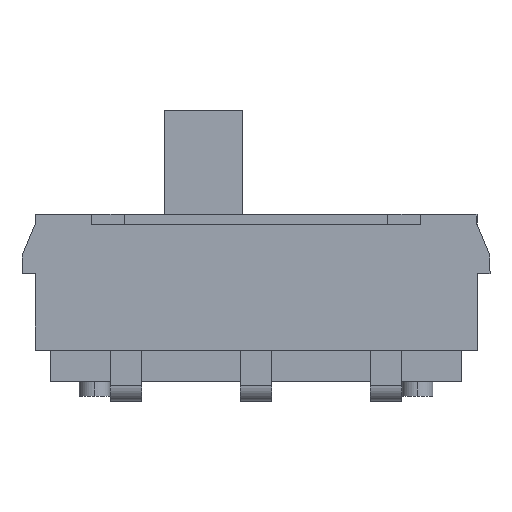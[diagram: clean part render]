
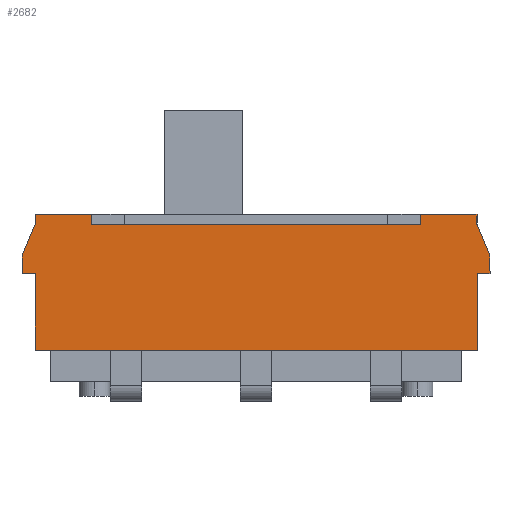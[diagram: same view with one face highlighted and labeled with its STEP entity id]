
A CAD part, top view. The second image highlights one B-rep face of the part: STEP entity #2682.
In plain terms, the highlighted planar face has unit normal (0, 0, 1).
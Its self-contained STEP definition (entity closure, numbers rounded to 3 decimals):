
#10 = DIRECTION ( 'NONE',  ( 1., 0., 0. ) ) ;
#116 = DIRECTION ( 'NONE',  ( 1., 0., 0. ) ) ;
#130 = DIRECTION ( 'NONE',  ( 0., 1., 0. ) ) ;
#146 = EDGE_CURVE ( 'NONE', #3956, #1794, #6148, .T. ) ;
#165 = EDGE_CURVE ( 'NONE', #1043, #3956, #4094, .T. ) ;
#173 = CARTESIAN_POINT ( 'NONE',  ( -3.17, 1.407, 1.8 ) ) ;
#178 = CARTESIAN_POINT ( 'NONE',  ( -4.5, 0.471, 1.8 ) ) ;
#250 = LINE ( 'NONE', #3099, #3473 ) ;
#283 = ORIENTED_EDGE ( 'NONE', *, *, #3304, .T. ) ;
#285 = VERTEX_POINT ( 'NONE', #429 ) ;
#302 = ORIENTED_EDGE ( 'NONE', *, *, #165, .T. ) ;
#429 = CARTESIAN_POINT ( 'NONE',  ( -4.25, 0.471, 1.8 ) ) ;
#560 = VERTEX_POINT ( 'NONE', #3444 ) ;
#581 = CARTESIAN_POINT ( 'NONE',  ( -4.25, 1.61, 1.8 ) ) ;
#586 = LINE ( 'NONE', #6000, #2936 ) ;
#603 = DIRECTION ( 'NONE',  ( 0., 1., 0. ) ) ;
#649 = LINE ( 'NONE', #6211, #2358 ) ;
#670 = CARTESIAN_POINT ( 'NONE',  ( -4.25, 1.61, 1.8 ) ) ;
#681 = AXIS2_PLACEMENT_3D ( 'NONE', #6003, #2510, #10 ) ;
#698 = VERTEX_POINT ( 'NONE', #3083 ) ;
#726 = EDGE_CURVE ( 'NONE', #6167, #560, #2118, .T. ) ;
#746 = EDGE_CURVE ( 'NONE', #1794, #5476, #6157, .T. ) ;
#769 = ORIENTED_EDGE ( 'NONE', *, *, #1181, .F. ) ;
#790 = VERTEX_POINT ( 'NONE', #3171 ) ;
#811 = VECTOR ( 'NONE', #603, 1000. ) ;
#866 = LINE ( 'NONE', #4016, #3131 ) ;
#922 = CARTESIAN_POINT ( 'NONE',  ( -4.25, -1.006, 1.8 ) ) ;
#963 = DIRECTION ( 'NONE',  ( -1., 0., 0. ) ) ;
#1043 = VERTEX_POINT ( 'NONE', #4426 ) ;
#1103 = CARTESIAN_POINT ( 'NONE',  ( -3.17, 1.407, 1.8 ) ) ;
#1106 = ORIENTED_EDGE ( 'NONE', *, *, #5582, .T. ) ;
#1111 = CARTESIAN_POINT ( 'NONE',  ( -4.25, 1.407, 1.8 ) ) ;
#1125 = ORIENTED_EDGE ( 'NONE', *, *, #3569, .T. ) ;
#1160 = EDGE_CURVE ( 'NONE', #2528, #1043, #1573, .T. ) ;
#1181 = EDGE_CURVE ( 'NONE', #2528, #3530, #649, .T. ) ;
#1320 = ORIENTED_EDGE ( 'NONE', *, *, #1796, .T. ) ;
#1395 = ORIENTED_EDGE ( 'NONE', *, *, #3330, .T. ) ;
#1504 = CARTESIAN_POINT ( 'NONE',  ( 4.5, 0.471, 1.8 ) ) ;
#1508 = LINE ( 'NONE', #1504, #4900 ) ;
#1573 = LINE ( 'NONE', #1103, #5596 ) ;
#1646 = LINE ( 'NONE', #2043, #4637 ) ;
#1778 = EDGE_LOOP ( 'NONE', ( #1106, #5440, #1125, #3488, #4457, #283, #1395, #6213, #2839, #769, #6052, #302, #2975, #3168, #1850, #1320 ) ) ;
#1794 = VERTEX_POINT ( 'NONE', #1111 ) ;
#1796 = EDGE_CURVE ( 'NONE', #1996, #285, #5710, .T. ) ;
#1850 = ORIENTED_EDGE ( 'NONE', *, *, #2709, .T. ) ;
#1996 = VERTEX_POINT ( 'NONE', #178 ) ;
#2043 = CARTESIAN_POINT ( 'NONE',  ( -4.5, 0.807, 1.8 ) ) ;
#2078 = CARTESIAN_POINT ( 'NONE',  ( -4.25, 1.407, 1.8 ) ) ;
#2115 = DIRECTION ( 'NONE',  ( 0., 1., 0. ) ) ;
#2118 = LINE ( 'NONE', #5591, #811 ) ;
#2128 = CARTESIAN_POINT ( 'NONE',  ( 4.25, 0.471, 1.8 ) ) ;
#2219 = VERTEX_POINT ( 'NONE', #922 ) ;
#2339 = EDGE_CURVE ( 'NONE', #3530, #6448, #250, .T. ) ;
#2358 = VECTOR ( 'NONE', #3162, 1000. ) ;
#2373 = LINE ( 'NONE', #3769, #2854 ) ;
#2395 = VECTOR ( 'NONE', #3088, 1000. ) ;
#2497 = DIRECTION ( 'NONE',  ( 0., 1., 0. ) ) ;
#2510 = DIRECTION ( 'NONE',  ( 0., 0., 1. ) ) ;
#2528 = VERTEX_POINT ( 'NONE', #173 ) ;
#2585 = CARTESIAN_POINT ( 'NONE',  ( 4.5, 0.471, 1.8 ) ) ;
#2591 = CARTESIAN_POINT ( 'NONE',  ( -4.25, 1.61, 1.8 ) ) ;
#2682 = ADVANCED_FACE ( 'NONE', ( #4876 ), #6488, .T. ) ;
#2709 = EDGE_CURVE ( 'NONE', #5476, #1996, #1646, .T. ) ;
#2839 = ORIENTED_EDGE ( 'NONE', *, *, #2339, .F. ) ;
#2854 = VECTOR ( 'NONE', #3255, 1000. ) ;
#2936 = VECTOR ( 'NONE', #963, 1000. ) ;
#2975 = ORIENTED_EDGE ( 'NONE', *, *, #146, .T. ) ;
#3043 = CARTESIAN_POINT ( 'NONE',  ( -4.5, 0.807, 1.8 ) ) ;
#3083 = CARTESIAN_POINT ( 'NONE',  ( 4.25, 1.407, 1.8 ) ) ;
#3088 = DIRECTION ( 'NONE',  ( 0., -1., 0. ) ) ;
#3099 = CARTESIAN_POINT ( 'NONE',  ( 3.17, 1.407, 1.8 ) ) ;
#3122 = DIRECTION ( 'NONE',  ( 1., 0., 0. ) ) ;
#3131 = VECTOR ( 'NONE', #6497, 1000. ) ;
#3162 = DIRECTION ( 'NONE',  ( 1., 0., 0. ) ) ;
#3168 = ORIENTED_EDGE ( 'NONE', *, *, #746, .T. ) ;
#3171 = CARTESIAN_POINT ( 'NONE',  ( 4.25, 1.61, 1.8 ) ) ;
#3255 = DIRECTION ( 'NONE',  ( -1., 0., 0. ) ) ;
#3285 = DIRECTION ( 'NONE',  ( 0., 1., 0. ) ) ;
#3304 = EDGE_CURVE ( 'NONE', #560, #698, #866, .T. ) ;
#3330 = EDGE_CURVE ( 'NONE', #698, #790, #5488, .T. ) ;
#3444 = CARTESIAN_POINT ( 'NONE',  ( 4.5, 0.807, 1.8 ) ) ;
#3473 = VECTOR ( 'NONE', #130, 1000. ) ;
#3488 = ORIENTED_EDGE ( 'NONE', *, *, #6170, .T. ) ;
#3519 = LINE ( 'NONE', #3779, #5079 ) ;
#3530 = VERTEX_POINT ( 'NONE', #4760 ) ;
#3569 = EDGE_CURVE ( 'NONE', #5246, #5654, #3519, .T. ) ;
#3671 = CARTESIAN_POINT ( 'NONE',  ( -4.5, 0.471, 1.8 ) ) ;
#3730 = DIRECTION ( 'NONE',  ( 0., -1., 0. ) ) ;
#3769 = CARTESIAN_POINT ( 'NONE',  ( -4.25, 1.61, 1.8 ) ) ;
#3779 = CARTESIAN_POINT ( 'NONE',  ( 4.25, 1.61, 1.8 ) ) ;
#3935 = EDGE_CURVE ( 'NONE', #5246, #2219, #586, .T. ) ;
#3956 = VERTEX_POINT ( 'NONE', #5484 ) ;
#4016 = CARTESIAN_POINT ( 'NONE',  ( 4.25, 1.407, 1.8 ) ) ;
#4094 = LINE ( 'NONE', #670, #5267 ) ;
#4161 = VECTOR ( 'NONE', #2497, 1000. ) ;
#4213 = DIRECTION ( 'NONE',  ( -0.385, -0.923, 0. ) ) ;
#4216 = DIRECTION ( 'NONE',  ( -1., 0., 0. ) ) ;
#4224 = VECTOR ( 'NONE', #116, 1000. ) ;
#4387 = EDGE_CURVE ( 'NONE', #790, #6448, #2373, .T. ) ;
#4426 = CARTESIAN_POINT ( 'NONE',  ( -3.17, 1.61, 1.8 ) ) ;
#4457 = ORIENTED_EDGE ( 'NONE', *, *, #726, .T. ) ;
#4637 = VECTOR ( 'NONE', #4991, 1000. ) ;
#4760 = CARTESIAN_POINT ( 'NONE',  ( 3.17, 1.407, 1.8 ) ) ;
#4807 = VECTOR ( 'NONE', #4213, 1000. ) ;
#4876 = FACE_OUTER_BOUND ( 'NONE', #1778, .T. ) ;
#4900 = VECTOR ( 'NONE', #3122, 1000. ) ;
#4991 = DIRECTION ( 'NONE',  ( 0., -1., 0. ) ) ;
#5079 = VECTOR ( 'NONE', #3285, 1000. ) ;
#5246 = VERTEX_POINT ( 'NONE', #5979 ) ;
#5267 = VECTOR ( 'NONE', #4216, 1000. ) ;
#5440 = ORIENTED_EDGE ( 'NONE', *, *, #3935, .F. ) ;
#5473 = CARTESIAN_POINT ( 'NONE',  ( 4.25, 1.61, 1.8 ) ) ;
#5476 = VERTEX_POINT ( 'NONE', #3043 ) ;
#5484 = CARTESIAN_POINT ( 'NONE',  ( -4.25, 1.61, 1.8 ) ) ;
#5488 = LINE ( 'NONE', #5473, #4161 ) ;
#5554 = LINE ( 'NONE', #581, #2395 ) ;
#5582 = EDGE_CURVE ( 'NONE', #285, #2219, #5554, .T. ) ;
#5591 = CARTESIAN_POINT ( 'NONE',  ( 4.5, 0.807, 1.8 ) ) ;
#5596 = VECTOR ( 'NONE', #2115, 1000. ) ;
#5654 = VERTEX_POINT ( 'NONE', #2128 ) ;
#5710 = LINE ( 'NONE', #3671, #4224 ) ;
#5979 = CARTESIAN_POINT ( 'NONE',  ( 4.25, -1.006, 1.8 ) ) ;
#6000 = CARTESIAN_POINT ( 'NONE',  ( 4.25, -1.006, 1.8 ) ) ;
#6003 = CARTESIAN_POINT ( 'NONE',  ( 0., 0., 1.8 ) ) ;
#6052 = ORIENTED_EDGE ( 'NONE', *, *, #1160, .T. ) ;
#6069 = VECTOR ( 'NONE', #3730, 1000. ) ;
#6148 = LINE ( 'NONE', #2591, #6069 ) ;
#6157 = LINE ( 'NONE', #2078, #4807 ) ;
#6167 = VERTEX_POINT ( 'NONE', #2585 ) ;
#6170 = EDGE_CURVE ( 'NONE', #5654, #6167, #1508, .T. ) ;
#6211 = CARTESIAN_POINT ( 'NONE',  ( 0., 1.407, 1.8 ) ) ;
#6213 = ORIENTED_EDGE ( 'NONE', *, *, #4387, .T. ) ;
#6400 = CARTESIAN_POINT ( 'NONE',  ( 3.17, 1.61, 1.8 ) ) ;
#6448 = VERTEX_POINT ( 'NONE', #6400 ) ;
#6488 = PLANE ( 'NONE',  #681 ) ;
#6497 = DIRECTION ( 'NONE',  ( -0.385, 0.923, 0. ) ) ;
